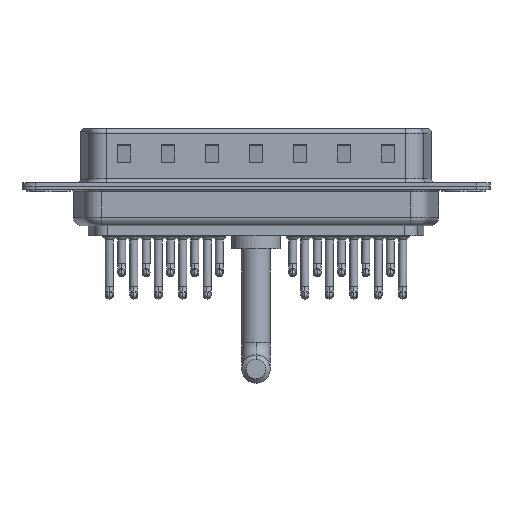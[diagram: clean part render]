
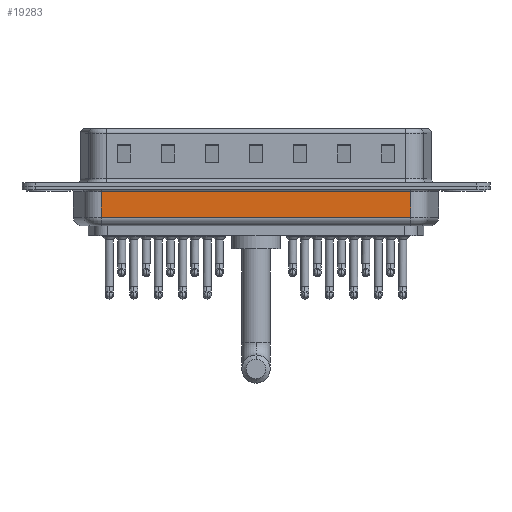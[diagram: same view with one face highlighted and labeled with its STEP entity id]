
A CAD part, front view. The second image highlights one B-rep face of the part: STEP entity #19283.
In plain terms, the highlighted planar face has unit normal (0, -1, 0).
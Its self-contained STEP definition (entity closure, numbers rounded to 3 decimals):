
#1176 = ORIENTED_EDGE ( 'NONE', *, *, #8169, .T. ) ;
#1187 = PLANE ( 'NONE',  #19004 ) ;
#1212 = VECTOR ( 'NONE', #7646, 1000. ) ;
#1797 = ORIENTED_EDGE ( 'NONE', *, *, #17404, .T. ) ;
#2691 = CARTESIAN_POINT ( 'NONE',  ( 6.006, -5.35, -0.65 ) ) ;
#4586 = DIRECTION ( 'NONE',  ( 0., 0., 1. ) ) ;
#4834 = CARTESIAN_POINT ( 'NONE',  ( 6.006, -5.35, -3.5 ) ) ;
#5480 = LINE ( 'NONE', #11089, #15401 ) ;
#5684 = LINE ( 'NONE', #7767, #1212 ) ;
#6471 = LINE ( 'NONE', #2691, #18317 ) ;
#6718 = DIRECTION ( 'NONE',  ( -1., 0., 0. ) ) ;
#6878 = VERTEX_POINT ( 'NONE', #4834 ) ;
#7646 = DIRECTION ( 'NONE',  ( 0., 0., 1. ) ) ;
#7767 = CARTESIAN_POINT ( 'NONE',  ( 6.006, -5.35, -4.5 ) ) ;
#8169 = EDGE_CURVE ( 'NONE', #21861, #20727, #6471, .T. ) ;
#8917 = EDGE_CURVE ( 'NONE', #6878, #20727, #5684, .T. ) ;
#9053 = VERTEX_POINT ( 'NONE', #17406 ) ;
#10553 = CARTESIAN_POINT ( 'NONE',  ( 6.006, -5.35, -4.5 ) ) ;
#11089 = CARTESIAN_POINT ( 'NONE',  ( 6.006, -5.35, -3.5 ) ) ;
#11490 = ORIENTED_EDGE ( 'NONE', *, *, #8917, .F. ) ;
#11734 = EDGE_CURVE ( 'NONE', #9053, #21861, #19608, .T. ) ;
#13978 = FACE_OUTER_BOUND ( 'NONE', #21061, .T. ) ;
#14095 = DIRECTION ( 'NONE',  ( 0., 1., 0. ) ) ;
#15354 = VECTOR ( 'NONE', #23487, 1000. ) ;
#15401 = VECTOR ( 'NONE', #22553, 1000. ) ;
#17404 = EDGE_CURVE ( 'NONE', #6878, #9053, #5480, .T. ) ;
#17406 = CARTESIAN_POINT ( 'NONE',  ( 41.044, -5.35, -3.5 ) ) ;
#17416 = CARTESIAN_POINT ( 'NONE',  ( 41.044, -5.35, -0.65 ) ) ;
#18126 = CARTESIAN_POINT ( 'NONE',  ( 6.006, -5.35, -0.65 ) ) ;
#18317 = VECTOR ( 'NONE', #6718, 1000. ) ;
#19004 = AXIS2_PLACEMENT_3D ( 'NONE', #10553, #14095, #4586 ) ;
#19283 = ADVANCED_FACE ( 'NONE', ( #13978 ), #1187, .F. ) ;
#19494 = CARTESIAN_POINT ( 'NONE',  ( 41.044, -5.35, -4.5 ) ) ;
#19608 = LINE ( 'NONE', #19494, #15354 ) ;
#20727 = VERTEX_POINT ( 'NONE', #18126 ) ;
#21061 = EDGE_LOOP ( 'NONE', ( #11490, #1797, #22681, #1176 ) ) ;
#21861 = VERTEX_POINT ( 'NONE', #17416 ) ;
#22553 = DIRECTION ( 'NONE',  ( 1., 0., 0. ) ) ;
#22681 = ORIENTED_EDGE ( 'NONE', *, *, #11734, .T. ) ;
#23487 = DIRECTION ( 'NONE',  ( 0., 0., 1. ) ) ;
